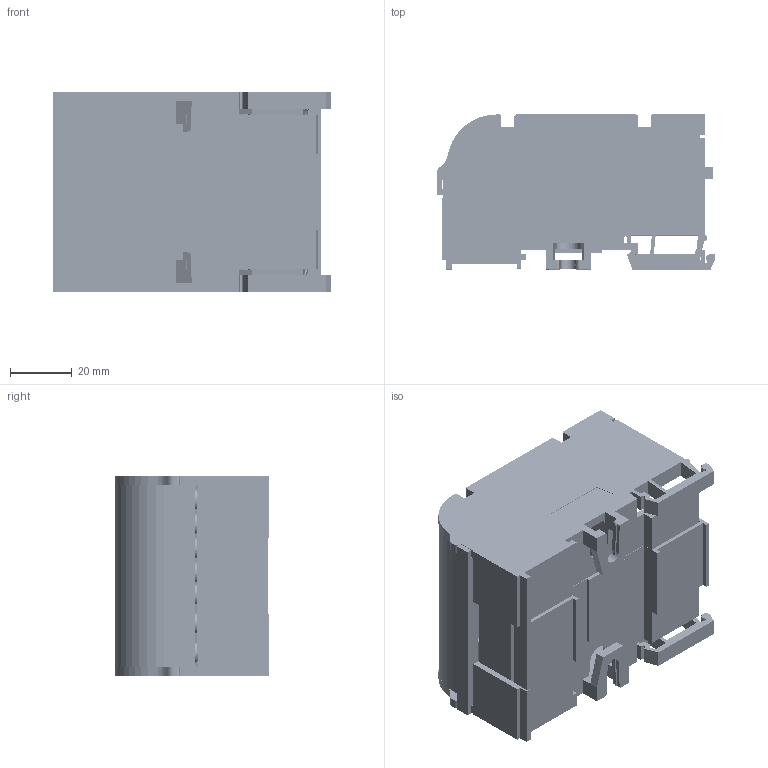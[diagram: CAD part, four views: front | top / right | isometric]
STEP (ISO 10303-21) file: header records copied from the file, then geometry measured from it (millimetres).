
FILE_DESCRIPTION(/* description */ (''),/* implementation_level */ '2;1');
FILE_NAME(/* name */ '3d_ACB4P100G07.stp',/* time_stamp */ '2023-10-31T17:31:05+01:00',/* author */ ('FUMAGALLI'),/* organization */ (''),/* preprocessor_version */ 'ST-DEVELOPER v16.1',/* originating_system */ 'Autodesk Inventor 2016',/* authorisation */ '');
FILE_SCHEMA (('AUTOMOTIVE_DESIGN { 1 0 10303 214 3 1 1 }'));
Length unit declared in the file: millimetre
Products named in the file (1): 3d_ACB4P100G07
Bounding box: 89.96 x 50 x 64.5 mm (x, y, z)
Volume: 78902.3 mm3; surface area: 90155.1 mm2
Topology: 40 solids, 40 shells, 1749 faces, 4877 edges, 3200 vertices
Faces by surface type: plane 1363, cylinder 242, cone 56, bspline 56, torus 28, sphere 4
Full cylindrical faces by diameter (mm): 4.3 x28, 4.5 x12, 5.5 x16, 6.5 x28, 8.5 x4
Entity records: 147214 total; most frequent: CARTESIAN_POINT 103355, ORIENTED_EDGE 9258, DIRECTION 8337, EDGE_CURVE 4629, LINE 3693, VECTOR 3693, VERTEX_POINT 3128, AXIS2_PLACEMENT_3D 2322
